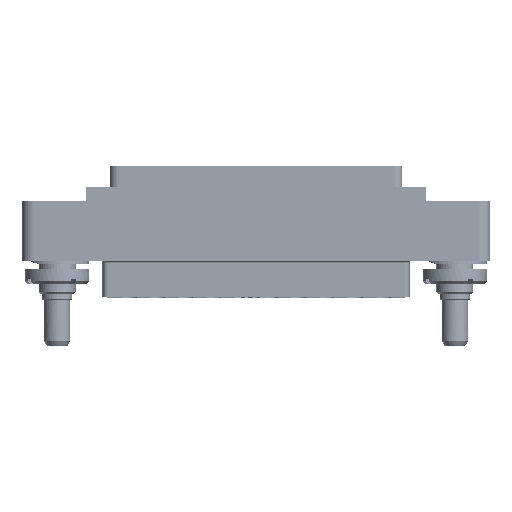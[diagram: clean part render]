
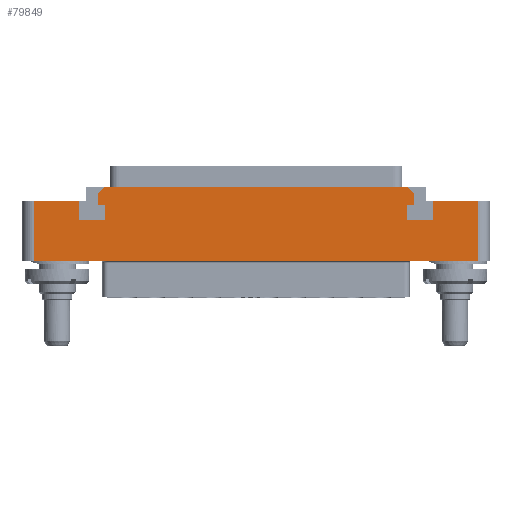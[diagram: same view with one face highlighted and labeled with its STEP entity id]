
A CAD part, top view. The second image highlights one B-rep face of the part: STEP entity #79849.
In plain terms, the highlighted planar face has unit normal (0, 0, 1).
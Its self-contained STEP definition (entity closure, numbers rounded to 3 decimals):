
#1902=DIRECTION('',(-0.707,-0.707,0.));
#1903=VECTOR('',#1902,1.697);
#1904=CARTESIAN_POINT('',(-25.8,12.75,7.));
#1905=LINE('',#1904,#1903);
#1914=DIRECTION('',(-1.,0.,0.));
#1915=VECTOR('',#1914,76.);
#1916=CARTESIAN_POINT('',(38.,0.,7.));
#1917=LINE('',#1916,#1915);
#1918=DIRECTION('',(1.,0.,0.));
#1919=VECTOR('',#1918,7.8);
#1920=CARTESIAN_POINT('',(-38.,10.25,7.));
#1921=LINE('',#1920,#1919);
#1922=DIRECTION('',(0.,-1.,0.));
#1923=VECTOR('',#1922,3.2);
#1924=CARTESIAN_POINT('',(-30.2,10.25,7.));
#1925=LINE('',#1924,#1923);
#1926=DIRECTION('',(1.,0.,0.));
#1927=VECTOR('',#1926,4.4);
#1928=CARTESIAN_POINT('',(-30.2,7.05,7.));
#1929=LINE('',#1928,#1927);
#1930=DIRECTION('',(0.,1.,0.));
#1931=VECTOR('',#1930,2.6);
#1932=CARTESIAN_POINT('',(-25.8,7.05,7.));
#1933=LINE('',#1932,#1931);
#1934=DIRECTION('',(-1.,0.,0.));
#1935=VECTOR('',#1934,1.2);
#1936=CARTESIAN_POINT('',(-25.8,9.65,7.));
#1937=LINE('',#1936,#1935);
#1938=DIRECTION('',(0.,-1.,0.));
#1939=VECTOR('',#1938,1.9);
#1940=CARTESIAN_POINT('',(-27.,11.55,7.));
#1941=LINE('',#1940,#1939);
#1942=DIRECTION('',(1.,0.,0.));
#1943=VECTOR('',#1942,51.6);
#1944=CARTESIAN_POINT('',(-25.8,12.75,7.));
#1945=LINE('',#1944,#1943);
#1946=DIRECTION('',(0.,-1.,0.));
#1947=VECTOR('',#1946,1.9);
#1948=CARTESIAN_POINT('',(27.,11.55,7.));
#1949=LINE('',#1948,#1947);
#1950=DIRECTION('',(-1.,0.,0.));
#1951=VECTOR('',#1950,1.2);
#1952=CARTESIAN_POINT('',(27.,9.65,7.));
#1953=LINE('',#1952,#1951);
#1954=DIRECTION('',(0.,-1.,0.));
#1955=VECTOR('',#1954,2.6);
#1956=CARTESIAN_POINT('',(25.8,9.65,7.));
#1957=LINE('',#1956,#1955);
#1958=DIRECTION('',(1.,0.,0.));
#1959=VECTOR('',#1958,4.4);
#1960=CARTESIAN_POINT('',(25.8,7.05,7.));
#1961=LINE('',#1960,#1959);
#1962=DIRECTION('',(0.,1.,0.));
#1963=VECTOR('',#1962,3.2);
#1964=CARTESIAN_POINT('',(30.2,7.05,7.));
#1965=LINE('',#1964,#1963);
#1966=DIRECTION('',(1.,0.,0.));
#1967=VECTOR('',#1966,7.8);
#1968=CARTESIAN_POINT('',(30.2,10.25,7.));
#1969=LINE('',#1968,#1967);
#1970=DIRECTION('',(0.,1.,0.));
#1971=VECTOR('',#1970,10.25);
#1972=CARTESIAN_POINT('',(38.,0.,7.));
#1973=LINE('',#1972,#1971);
#2270=DIRECTION('',(0.707,-0.707,0.));
#2271=VECTOR('',#2270,1.697);
#2272=CARTESIAN_POINT('',(25.8,12.75,7.));
#2273=LINE('',#2272,#2271);
#2434=DIRECTION('',(0.,-1.,0.));
#2435=VECTOR('',#2434,10.25);
#2436=CARTESIAN_POINT('',(-38.,10.25,7.));
#2437=LINE('',#2436,#2435);
#64034=CARTESIAN_POINT('',(-30.2,10.25,7.));
#64035=CARTESIAN_POINT('',(-30.2,7.05,7.));
#64036=VERTEX_POINT('',#64034);
#64037=VERTEX_POINT('',#64035);
#64038=CARTESIAN_POINT('',(-25.8,7.05,7.));
#64039=VERTEX_POINT('',#64038);
#64040=CARTESIAN_POINT('',(-25.8,9.65,7.));
#64041=VERTEX_POINT('',#64040);
#64042=CARTESIAN_POINT('',(-27.,9.65,7.));
#64043=VERTEX_POINT('',#64042);
#64044=CARTESIAN_POINT('',(27.,9.65,7.));
#64045=CARTESIAN_POINT('',(25.8,9.65,7.));
#64046=VERTEX_POINT('',#64044);
#64047=VERTEX_POINT('',#64045);
#64048=CARTESIAN_POINT('',(25.8,7.05,7.));
#64049=VERTEX_POINT('',#64048);
#64050=CARTESIAN_POINT('',(30.2,7.05,7.));
#64051=VERTEX_POINT('',#64050);
#64052=CARTESIAN_POINT('',(30.2,10.25,7.));
#64053=VERTEX_POINT('',#64052);
#64058=CARTESIAN_POINT('',(-27.,11.55,7.));
#64060=VERTEX_POINT('',#64058);
#64062=CARTESIAN_POINT('',(-25.8,12.75,7.));
#64063=VERTEX_POINT('',#64062);
#64064=CARTESIAN_POINT('',(27.,11.55,7.));
#64066=VERTEX_POINT('',#64064);
#64068=CARTESIAN_POINT('',(25.8,12.75,7.));
#64069=VERTEX_POINT('',#64068);
#64146=CARTESIAN_POINT('',(38.,0.,7.));
#64147=CARTESIAN_POINT('',(38.,10.25,7.));
#64148=VERTEX_POINT('',#64146);
#64149=VERTEX_POINT('',#64147);
#64154=CARTESIAN_POINT('',(-38.,10.25,7.));
#64155=CARTESIAN_POINT('',(-38.,0.,7.));
#64156=VERTEX_POINT('',#64154);
#64157=VERTEX_POINT('',#64155);
#79808=CARTESIAN_POINT('',(0.,0.,7.));
#79809=DIRECTION('',(0.,0.,-1.));
#79810=DIRECTION('',(-1.,0.,0.));
#79811=AXIS2_PLACEMENT_3D('',#79808,#79809,#79810);
#79812=PLANE('',#79811);
#79814=ORIENTED_EDGE('',*,*,#79813,.F.);
#79816=ORIENTED_EDGE('',*,*,#79815,.T.);
#79818=ORIENTED_EDGE('',*,*,#79817,.F.);
#79820=ORIENTED_EDGE('',*,*,#79819,.T.);
#79822=ORIENTED_EDGE('',*,*,#79821,.T.);
#79824=ORIENTED_EDGE('',*,*,#79823,.T.);
#79826=ORIENTED_EDGE('',*,*,#79825,.T.);
#79828=ORIENTED_EDGE('',*,*,#79827,.T.);
#79830=ORIENTED_EDGE('',*,*,#79829,.F.);
#79831=ORIENTED_EDGE('',*,*,#79800,.F.);
#79832=ORIENTED_EDGE('',*,*,#79706,.T.);
#79834=ORIENTED_EDGE('',*,*,#79833,.T.);
#79836=ORIENTED_EDGE('',*,*,#79835,.T.);
#79838=ORIENTED_EDGE('',*,*,#79837,.T.);
#79840=ORIENTED_EDGE('',*,*,#79839,.T.);
#79842=ORIENTED_EDGE('',*,*,#79841,.T.);
#79844=ORIENTED_EDGE('',*,*,#79843,.T.);
#79846=ORIENTED_EDGE('',*,*,#79845,.T.);
#79847=EDGE_LOOP('',(#79814,#79816,#79818,#79820,#79822,#79824,#79826,#79828,
#79830,#79831,#79832,#79834,#79836,#79838,#79840,#79842,#79844,#79846));
#79848=FACE_OUTER_BOUND('',#79847,.F.);
#79849=ADVANCED_FACE('',(#79848),#79812,.F.);
#79706=EDGE_CURVE('',#64063,#64069,#1945,.T.);
#79800=EDGE_CURVE('',#64063,#64060,#1905,.T.);
#79813=EDGE_CURVE('',#64148,#64149,#1973,.T.);
#79815=EDGE_CURVE('',#64148,#64157,#1917,.T.);
#79817=EDGE_CURVE('',#64156,#64157,#2437,.T.);
#79819=EDGE_CURVE('',#64156,#64036,#1921,.T.);
#79821=EDGE_CURVE('',#64036,#64037,#1925,.T.);
#79823=EDGE_CURVE('',#64037,#64039,#1929,.T.);
#79825=EDGE_CURVE('',#64039,#64041,#1933,.T.);
#79827=EDGE_CURVE('',#64041,#64043,#1937,.T.);
#79829=EDGE_CURVE('',#64060,#64043,#1941,.T.);
#79833=EDGE_CURVE('',#64069,#64066,#2273,.T.);
#79835=EDGE_CURVE('',#64066,#64046,#1949,.T.);
#79837=EDGE_CURVE('',#64046,#64047,#1953,.T.);
#79839=EDGE_CURVE('',#64047,#64049,#1957,.T.);
#79841=EDGE_CURVE('',#64049,#64051,#1961,.T.);
#79843=EDGE_CURVE('',#64051,#64053,#1965,.T.);
#79845=EDGE_CURVE('',#64053,#64149,#1969,.T.);
